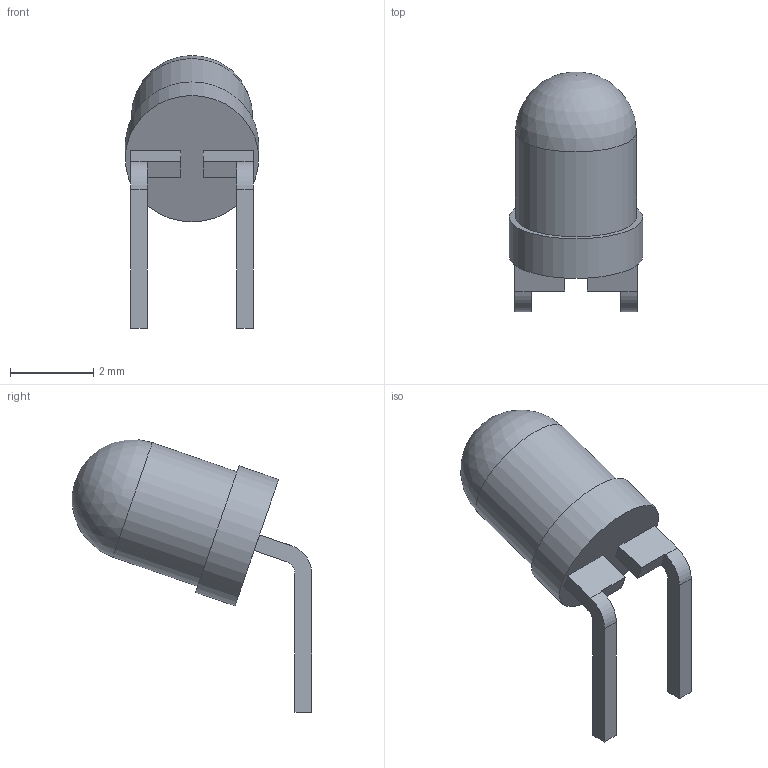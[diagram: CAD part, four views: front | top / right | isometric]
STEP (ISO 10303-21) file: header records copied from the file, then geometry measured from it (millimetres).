
FILE_DESCRIPTION(/* description */ (''),/* implementation_level */ '2;1');
FILE_NAME(/* name */ 'LED_D3.0mm Kingbright Bent.step',/* time_stamp */ '2023-01-31T16:29:53-05:00',/* author */ (''),/* organization */ (''),/* preprocessor_version */ 'ST-DEVELOPER v19',/* originating_system */ 'Autodesk Translation Framework v11.7.0.108',/* authorisation */ '');
FILE_SCHEMA (('AUTOMOTIVE_DESIGN { 1 0 10303 214 3 1 1 }'));
Length unit declared in the file: millimetre
Products named in the file (1): LED_D3.0mm Bent
Bounding box: 3.2 x 5.73 x 6.53 mm (x, y, z)
Volume: 30.7 mm3; surface area: 70.1 mm2
Topology: 1 solids, 1 shells, 27 faces, 68 edges, 45 vertices
Faces by surface type: plane 20, cylinder 6, sphere 1
Full cylindrical faces by diameter (mm): 2.9 x1, 3.2 x1
Entity records: 860 total; most frequent: CARTESIAN_POINT 140, DIRECTION 136, ORIENTED_EDGE 134, EDGE_CURVE 67, LINE 54, VECTOR 54, VERTEX_POINT 45, AXIS2_PLACEMENT_3D 41
